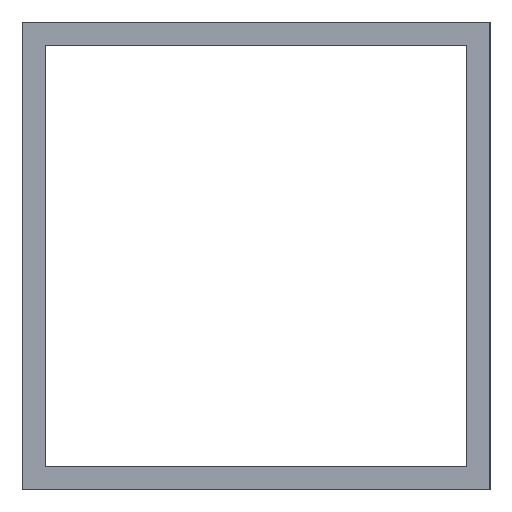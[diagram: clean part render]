
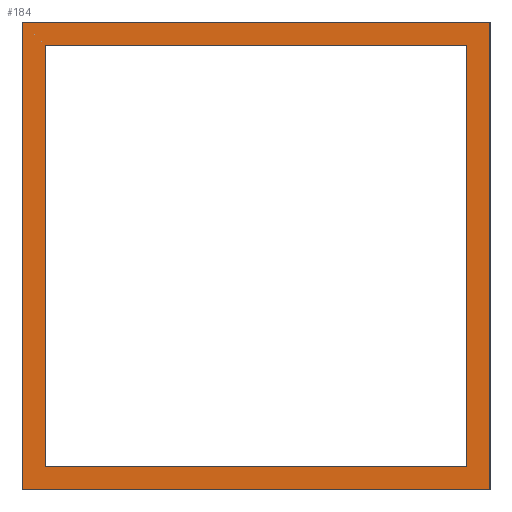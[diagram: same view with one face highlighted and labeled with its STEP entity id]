
A CAD part, left-side view. The second image highlights one B-rep face of the part: STEP entity #184.
In plain terms, the highlighted planar face has unit normal (-1, 0, 0).
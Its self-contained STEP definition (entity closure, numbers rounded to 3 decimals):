
#1 = EDGE_LOOP ( 'NONE', ( #188, #153, #354, #319 ) ) ;
#9 = PLANE ( 'NONE',  #18 ) ;
#17 = LINE ( 'NONE', #156, #236 ) ;
#18 = AXIS2_PLACEMENT_3D ( 'NONE', #42, #265, #361 ) ;
#38 = EDGE_LOOP ( 'NONE', ( #123, #357, #371, #299 ) ) ;
#42 = CARTESIAN_POINT ( 'NONE',  ( -360., -20., 20. ) ) ;
#45 = DIRECTION ( 'NONE',  ( 0., -1., 0. ) ) ;
#49 = CARTESIAN_POINT ( 'NONE',  ( -360., 20., 20. ) ) ;
#50 = VERTEX_POINT ( 'NONE', #122 ) ;
#51 = CARTESIAN_POINT ( 'NONE',  ( -360., -20., -20. ) ) ;
#52 = VECTOR ( 'NONE', #251, 1000. ) ;
#53 = CARTESIAN_POINT ( 'NONE',  ( -360., 20., -20. ) ) ;
#55 = VERTEX_POINT ( 'NONE', #232 ) ;
#56 = DIRECTION ( 'NONE',  ( 0., 0., -1. ) ) ;
#59 = VECTOR ( 'NONE', #196, 1000. ) ;
#61 = CARTESIAN_POINT ( 'NONE',  ( -360., 18., -18. ) ) ;
#73 = FACE_OUTER_BOUND ( 'NONE', #1, .T. ) ;
#82 = VECTOR ( 'NONE', #45, 1000. ) ;
#87 = DIRECTION ( 'NONE',  ( 0., 0., 1. ) ) ;
#88 = CARTESIAN_POINT ( 'NONE',  ( -360., 18., -18. ) ) ;
#109 = EDGE_CURVE ( 'NONE', #189, #50, #17, .T. ) ;
#112 = LINE ( 'NONE', #146, #52 ) ;
#114 = LINE ( 'NONE', #115, #59 ) ;
#115 = CARTESIAN_POINT ( 'NONE',  ( -360., 20., -20. ) ) ;
#122 = CARTESIAN_POINT ( 'NONE',  ( -360., -18., -18. ) ) ;
#123 = ORIENTED_EDGE ( 'NONE', *, *, #109, .T. ) ;
#128 = LINE ( 'NONE', #243, #82 ) ;
#130 = CARTESIAN_POINT ( 'NONE',  ( -360., 20., 20. ) ) ;
#131 = LINE ( 'NONE', #266, #287 ) ;
#146 = CARTESIAN_POINT ( 'NONE',  ( -360., 20., -20. ) ) ;
#151 = EDGE_CURVE ( 'NONE', #55, #189, #128, .T. ) ;
#153 = ORIENTED_EDGE ( 'NONE', *, *, #348, .F. ) ;
#155 = EDGE_CURVE ( 'NONE', #50, #345, #131, .T. ) ;
#156 = CARTESIAN_POINT ( 'NONE',  ( -360., -18., -18. ) ) ;
#184 = ADVANCED_FACE ( 'NONE', ( #73, #358 ), #9, .T. ) ;
#186 = DIRECTION ( 'NONE',  ( 0., -1., 0. ) ) ;
#188 = ORIENTED_EDGE ( 'NONE', *, *, #231, .F. ) ;
#189 = VERTEX_POINT ( 'NONE', #295 ) ;
#195 = VECTOR ( 'NONE', #87, 1000. ) ;
#196 = DIRECTION ( 'NONE',  ( 0., 0., 1. ) ) ;
#197 = VERTEX_POINT ( 'NONE', #49 ) ;
#210 = LINE ( 'NONE', #130, #318 ) ;
#231 = EDGE_CURVE ( 'NONE', #197, #325, #210, .T. ) ;
#232 = CARTESIAN_POINT ( 'NONE',  ( -360., 18., 18. ) ) ;
#236 = VECTOR ( 'NONE', #239, 1000. ) ;
#239 = DIRECTION ( 'NONE',  ( 0., 0., -1. ) ) ;
#243 = CARTESIAN_POINT ( 'NONE',  ( -360., 18., 18. ) ) ;
#245 = CARTESIAN_POINT ( 'NONE',  ( -360., -20., 20. ) ) ;
#251 = DIRECTION ( 'NONE',  ( 0., 1., 0. ) ) ;
#253 = VECTOR ( 'NONE', #56, 1000. ) ;
#265 = DIRECTION ( 'NONE',  ( -1., 0., 0. ) ) ;
#266 = CARTESIAN_POINT ( 'NONE',  ( -360., 18., -18. ) ) ;
#275 = LINE ( 'NONE', #61, #195 ) ;
#284 = EDGE_CURVE ( 'NONE', #325, #314, #364, .T. ) ;
#287 = VECTOR ( 'NONE', #298, 1000. ) ;
#293 = VERTEX_POINT ( 'NONE', #53 ) ;
#295 = CARTESIAN_POINT ( 'NONE',  ( -360., -18., 18. ) ) ;
#298 = DIRECTION ( 'NONE',  ( 0., 1., 0. ) ) ;
#299 = ORIENTED_EDGE ( 'NONE', *, *, #151, .T. ) ;
#304 = CARTESIAN_POINT ( 'NONE',  ( -360., -20., -20. ) ) ;
#314 = VERTEX_POINT ( 'NONE', #51 ) ;
#318 = VECTOR ( 'NONE', #186, 1000. ) ;
#319 = ORIENTED_EDGE ( 'NONE', *, *, #284, .F. ) ;
#325 = VERTEX_POINT ( 'NONE', #245 ) ;
#345 = VERTEX_POINT ( 'NONE', #88 ) ;
#348 = EDGE_CURVE ( 'NONE', #293, #197, #114, .T. ) ;
#354 = ORIENTED_EDGE ( 'NONE', *, *, #373, .F. ) ;
#357 = ORIENTED_EDGE ( 'NONE', *, *, #155, .T. ) ;
#358 = FACE_BOUND ( 'NONE', #38, .T. ) ;
#361 = DIRECTION ( 'NONE',  ( 0., 0., 1. ) ) ;
#364 = LINE ( 'NONE', #304, #253 ) ;
#366 = EDGE_CURVE ( 'NONE', #345, #55, #275, .T. ) ;
#371 = ORIENTED_EDGE ( 'NONE', *, *, #366, .T. ) ;
#373 = EDGE_CURVE ( 'NONE', #314, #293, #112, .T. ) ;
